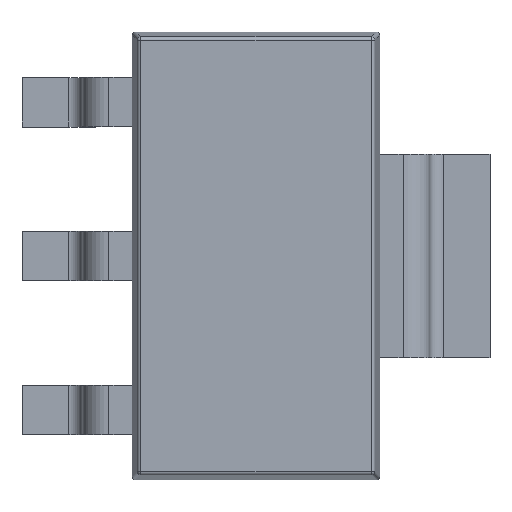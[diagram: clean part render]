
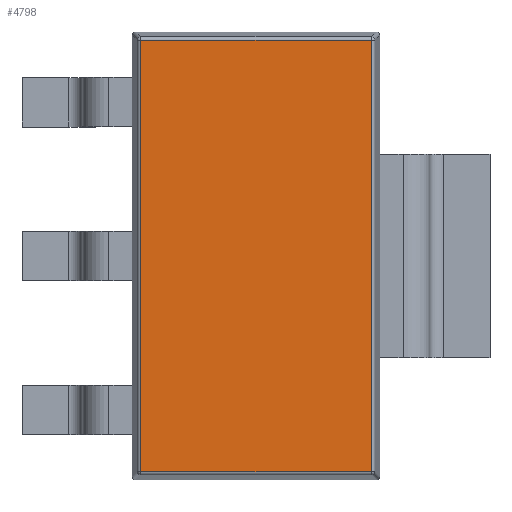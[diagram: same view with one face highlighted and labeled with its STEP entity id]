
A CAD part, top view. The second image highlights one B-rep face of the part: STEP entity #4798.
In plain terms, the highlighted planar face has unit normal (0, 0, 1).
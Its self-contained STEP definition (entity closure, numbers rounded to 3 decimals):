
#3797 = CYLINDRICAL_SURFACE('',#3798,0.05);
#3798 = AXIS2_PLACEMENT_3D('',#3799,#3800,#3801);
#3799 = CARTESIAN_POINT('',(0.124,0.079,1.65));
#3800 = DIRECTION('',(0.,1.,0.));
#3801 = DIRECTION('',(-0.995,0.,0.105));
#3927 = CYLINDRICAL_SURFACE('',#3928,0.05);
#3928 = AXIS2_PLACEMENT_3D('',#3929,#3930,#3931);
#3929 = CARTESIAN_POINT('',(0.079,0.124,1.65));
#3930 = DIRECTION('',(1.,0.,0.));
#3931 = DIRECTION('',(0.,-0.995,0.105));
#4057 = CYLINDRICAL_SURFACE('',#4058,0.05);
#4058 = AXIS2_PLACEMENT_3D('',#4059,#4060,#4061);
#4059 = CARTESIAN_POINT('',(0.079,6.576,1.65));
#4060 = DIRECTION('',(1.,0.,0.));
#4061 = DIRECTION('',(0.,0.995,0.105));
#4133 = CYLINDRICAL_SURFACE('',#4134,0.05);
#4134 = AXIS2_PLACEMENT_3D('',#4135,#4136,#4137);
#4135 = CARTESIAN_POINT('',(3.576,0.079,1.65));
#4136 = DIRECTION('',(0.,1.,0.));
#4137 = DIRECTION('',(0.995,0.,0.105));
#4265 = VERTEX_POINT('',#4266);
#4266 = CARTESIAN_POINT('',(0.124,0.124,1.7));
#4294 = EDGE_CURVE('',#4265,#4295,#4297,.T.);
#4295 = VERTEX_POINT('',#4296);
#4296 = CARTESIAN_POINT('',(0.124,6.576,1.7));
#4297 = SURFACE_CURVE('',#4298,(#4302,#4309),.PCURVE_S1.);
#4298 = LINE('',#4299,#4300);
#4299 = CARTESIAN_POINT('',(0.124,0.079,1.7));
#4300 = VECTOR('',#4301,1.);
#4301 = DIRECTION('',(0.,1.,0.));
#4302 = PCURVE('',#3797,#4303);
#4303 = DEFINITIONAL_REPRESENTATION('',(#4304),#4308);
#4304 = LINE('',#4305,#4306);
#4305 = CARTESIAN_POINT('',(1.466,0.));
#4306 = VECTOR('',#4307,1.);
#4307 = DIRECTION('',(0.,1.));
#4308 = ( GEOMETRIC_REPRESENTATION_CONTEXT(2) 
PARAMETRIC_REPRESENTATION_CONTEXT() REPRESENTATION_CONTEXT('2D SPACE',''
  ) );
#4309 = PCURVE('',#4310,#4315);
#4310 = PLANE('',#4311);
#4311 = AXIS2_PLACEMENT_3D('',#4312,#4313,#4314);
#4312 = CARTESIAN_POINT('',(0.,0.,1.7));
#4313 = DIRECTION('',(0.,0.,1.));
#4314 = DIRECTION('',(1.,0.,0.));
#4315 = DEFINITIONAL_REPRESENTATION('',(#4316),#4320);
#4316 = LINE('',#4317,#4318);
#4317 = CARTESIAN_POINT('',(0.124,0.079));
#4318 = VECTOR('',#4319,1.);
#4319 = DIRECTION('',(0.,1.));
#4320 = ( GEOMETRIC_REPRESENTATION_CONTEXT(2) 
PARAMETRIC_REPRESENTATION_CONTEXT() REPRESENTATION_CONTEXT('2D SPACE',''
  ) );
#4426 = VERTEX_POINT('',#4427);
#4427 = CARTESIAN_POINT('',(3.576,0.124,1.7));
#4471 = EDGE_CURVE('',#4265,#4426,#4472,.T.);
#4472 = SURFACE_CURVE('',#4473,(#4477,#4484),.PCURVE_S1.);
#4473 = LINE('',#4474,#4475);
#4474 = CARTESIAN_POINT('',(0.079,0.124,1.7));
#4475 = VECTOR('',#4476,1.);
#4476 = DIRECTION('',(1.,0.,0.));
#4477 = PCURVE('',#3927,#4478);
#4478 = DEFINITIONAL_REPRESENTATION('',(#4479),#4483);
#4479 = LINE('',#4480,#4481);
#4480 = CARTESIAN_POINT('',(4.817,0.));
#4481 = VECTOR('',#4482,1.);
#4482 = DIRECTION('',(0.,1.));
#4483 = ( GEOMETRIC_REPRESENTATION_CONTEXT(2) 
PARAMETRIC_REPRESENTATION_CONTEXT() REPRESENTATION_CONTEXT('2D SPACE',''
  ) );
#4484 = PCURVE('',#4310,#4485);
#4485 = DEFINITIONAL_REPRESENTATION('',(#4486),#4490);
#4486 = LINE('',#4487,#4488);
#4487 = CARTESIAN_POINT('',(0.079,0.124));
#4488 = VECTOR('',#4489,1.);
#4489 = DIRECTION('',(1.,0.));
#4490 = ( GEOMETRIC_REPRESENTATION_CONTEXT(2) 
PARAMETRIC_REPRESENTATION_CONTEXT() REPRESENTATION_CONTEXT('2D SPACE',''
  ) );
#4622 = EDGE_CURVE('',#4295,#4623,#4625,.T.);
#4623 = VERTEX_POINT('',#4624);
#4624 = CARTESIAN_POINT('',(3.576,6.576,1.7));
#4625 = SURFACE_CURVE('',#4626,(#4630,#4637),.PCURVE_S1.);
#4626 = LINE('',#4627,#4628);
#4627 = CARTESIAN_POINT('',(0.079,6.576,1.7));
#4628 = VECTOR('',#4629,1.);
#4629 = DIRECTION('',(1.,0.,0.));
#4630 = PCURVE('',#4057,#4631);
#4631 = DEFINITIONAL_REPRESENTATION('',(#4632),#4636);
#4632 = LINE('',#4633,#4634);
#4633 = CARTESIAN_POINT('',(1.466,0.));
#4634 = VECTOR('',#4635,1.);
#4635 = DIRECTION('',(0.,1.));
#4636 = ( GEOMETRIC_REPRESENTATION_CONTEXT(2) 
PARAMETRIC_REPRESENTATION_CONTEXT() REPRESENTATION_CONTEXT('2D SPACE',''
  ) );
#4637 = PCURVE('',#4310,#4638);
#4638 = DEFINITIONAL_REPRESENTATION('',(#4639),#4643);
#4639 = LINE('',#4640,#4641);
#4640 = CARTESIAN_POINT('',(0.079,6.576));
#4641 = VECTOR('',#4642,1.);
#4642 = DIRECTION('',(1.,0.));
#4643 = ( GEOMETRIC_REPRESENTATION_CONTEXT(2) 
PARAMETRIC_REPRESENTATION_CONTEXT() REPRESENTATION_CONTEXT('2D SPACE',''
  ) );
#4737 = EDGE_CURVE('',#4426,#4623,#4738,.T.);
#4738 = SURFACE_CURVE('',#4739,(#4743,#4750),.PCURVE_S1.);
#4739 = LINE('',#4740,#4741);
#4740 = CARTESIAN_POINT('',(3.576,0.079,1.7));
#4741 = VECTOR('',#4742,1.);
#4742 = DIRECTION('',(0.,1.,0.));
#4743 = PCURVE('',#4133,#4744);
#4744 = DEFINITIONAL_REPRESENTATION('',(#4745),#4749);
#4745 = LINE('',#4746,#4747);
#4746 = CARTESIAN_POINT('',(4.817,0.));
#4747 = VECTOR('',#4748,1.);
#4748 = DIRECTION('',(0.,1.));
#4749 = ( GEOMETRIC_REPRESENTATION_CONTEXT(2) 
PARAMETRIC_REPRESENTATION_CONTEXT() REPRESENTATION_CONTEXT('2D SPACE',''
  ) );
#4750 = PCURVE('',#4310,#4751);
#4751 = DEFINITIONAL_REPRESENTATION('',(#4752),#4756);
#4752 = LINE('',#4753,#4754);
#4753 = CARTESIAN_POINT('',(3.576,0.079));
#4754 = VECTOR('',#4755,1.);
#4755 = DIRECTION('',(0.,1.));
#4756 = ( GEOMETRIC_REPRESENTATION_CONTEXT(2) 
PARAMETRIC_REPRESENTATION_CONTEXT() REPRESENTATION_CONTEXT('2D SPACE',''
  ) );
#4798 = ADVANCED_FACE('',(#4799),#4310,.T.);
#4799 = FACE_BOUND('',#4800,.T.);
#4800 = EDGE_LOOP('',(#4801,#4802,#4803,#4804));
#4801 = ORIENTED_EDGE('',*,*,#4294,.F.);
#4802 = ORIENTED_EDGE('',*,*,#4471,.T.);
#4803 = ORIENTED_EDGE('',*,*,#4737,.T.);
#4804 = ORIENTED_EDGE('',*,*,#4622,.F.);
